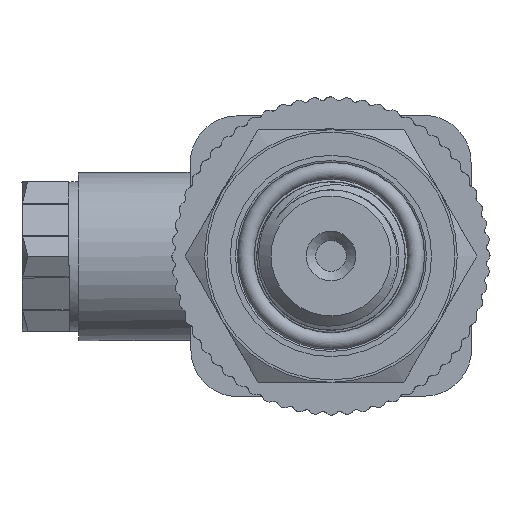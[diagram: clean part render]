
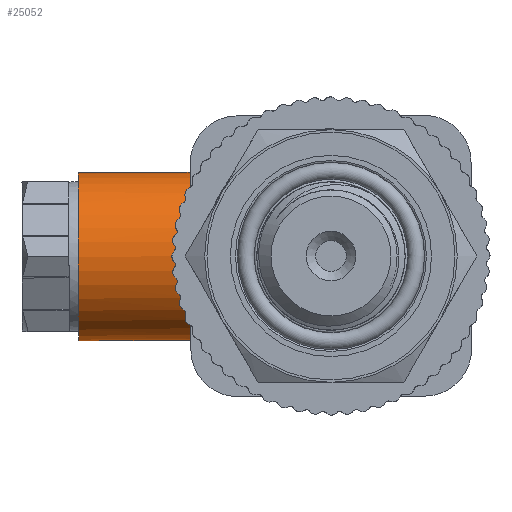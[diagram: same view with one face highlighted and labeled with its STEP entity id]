
A CAD part, left-side view. The second image highlights one B-rep face of the part: STEP entity #25052.
In plain terms, the highlighted cylindrical face has radius 9 mm (diameter 18 mm), a full revolution.
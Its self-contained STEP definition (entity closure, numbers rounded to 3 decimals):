
#2427=FACE_OUTER_BOUND('',#3863,.T.);
#3863=EDGE_LOOP('',(#20552,#20553,#20554,#20555,#20556,#20557,#20558));
#4736=CIRCLE('',#26170,9.);
#4737=CIRCLE('',#26171,9.);
#4762=CIRCLE('',#26252,9.);
#6136=B_SPLINE_CURVE_WITH_KNOTS('',3,(#56883,#56884,#56885,#56886,#56887,
#56888,#56889,#56890,#56891,#56892),.UNSPECIFIED.,.F.,.F.,(4,2,1,1,1,1,
4),(-0.002,0.,0.204,0.408,0.611,
0.815,1.019),.UNSPECIFIED.);
#6137=B_SPLINE_CURVE_WITH_KNOTS('',3,(#56961,#56962,#56963,#56964,#56965,
#56966,#56967,#56968,#56969,#56970,#56971,#56972),.UNSPECIFIED.,.F.,.F.,
(4,1,1,1,1,1,1,2,4),(0.,0.204,0.306,
0.408,0.509,0.611,0.815,
1.019,1.02),.UNSPECIFIED.);
#7098=LINE('',#57324,#8931);
#8931=VECTOR('',#28826,9.);
#11095=VERTEX_POINT('',#54324);
#11359=VERTEX_POINT('',#56881);
#11360=VERTEX_POINT('',#56894);
#11362=VERTEX_POINT('',#56898);
#11453=VERTEX_POINT('',#57322);
#14530=EDGE_CURVE('',#11095,#11359,#6136,.T.);
#14533=EDGE_CURVE('',#11359,#11362,#4736,.T.);
#14534=EDGE_CURVE('',#11362,#11360,#4737,.T.);
#14535=EDGE_CURVE('',#11360,#11095,#6137,.T.);
#14680=EDGE_CURVE('',#11453,#11453,#4762,.T.);
#14681=EDGE_CURVE('',#11453,#11362,#7098,.T.);
#20552=ORIENTED_EDGE('',*,*,#14680,.F.);
#20553=ORIENTED_EDGE('',*,*,#14681,.T.);
#20554=ORIENTED_EDGE('',*,*,#14533,.F.);
#20555=ORIENTED_EDGE('',*,*,#14530,.F.);
#20556=ORIENTED_EDGE('',*,*,#14535,.F.);
#20557=ORIENTED_EDGE('',*,*,#14534,.F.);
#20558=ORIENTED_EDGE('',*,*,#14681,.F.);
#24229=CYLINDRICAL_SURFACE('',#26251,9.);
#25052=ADVANCED_FACE('',(#2427),#24229,.T.);
#26170=AXIS2_PLACEMENT_3D('',#56899,#28565,#28566);
#26171=AXIS2_PLACEMENT_3D('',#56900,#28567,#28568);
#26251=AXIS2_PLACEMENT_3D('',#57321,#28822,#28823);
#26252=AXIS2_PLACEMENT_3D('',#57323,#28824,#28825);
#28565=DIRECTION('center_axis',(0.,0.,-1.));
#28566=DIRECTION('ref_axis',(1.,0.,0.));
#28567=DIRECTION('center_axis',(0.,0.,-1.));
#28568=DIRECTION('ref_axis',(1.,0.,0.));
#28822=DIRECTION('center_axis',(0.,0.,1.));
#28823=DIRECTION('ref_axis',(-1.,0.,0.));
#28824=DIRECTION('center_axis',(0.,0.,1.));
#28825=DIRECTION('ref_axis',(-1.,0.,0.));
#28826=DIRECTION('',(0.,0.,-1.));
#54324=CARTESIAN_POINT('',(-28.,0.,10.5));
#56881=CARTESIAN_POINT('',(-24.4,7.2,14.5));
#56883=CARTESIAN_POINT('Ctrl Pts',(-28.,0.,10.5));
#56884=CARTESIAN_POINT('Ctrl Pts',(-28.,0.004,10.503));
#56885=CARTESIAN_POINT('Ctrl Pts',(-28.,0.008,
10.505));
#56886=CARTESIAN_POINT('Ctrl Pts',(-27.999,0.528,
10.871));
#56887=CARTESIAN_POINT('Ctrl Pts',(-27.909,1.565,11.599));
#56888=CARTESIAN_POINT('Ctrl Pts',(-27.501,3.098,12.639));
#56889=CARTESIAN_POINT('Ctrl Pts',(-26.801,4.592,13.566));
#56890=CARTESIAN_POINT('Ctrl Pts',(-25.787,6.,14.28));
#56891=CARTESIAN_POINT('Ctrl Pts',(-24.889,6.833,14.5));
#56892=CARTESIAN_POINT('Ctrl Pts',(-24.4,7.2,14.5));
#56894=CARTESIAN_POINT('',(-24.4,-7.2,14.5));
#56898=CARTESIAN_POINT('',(-10.,0.,14.5));
#56899=CARTESIAN_POINT('Origin',(-19.,0.,14.5));
#56900=CARTESIAN_POINT('Origin',(-19.,0.,14.5));
#56961=CARTESIAN_POINT('Ctrl Pts',(-24.4,-7.2,14.5));
#56962=CARTESIAN_POINT('Ctrl Pts',(-24.889,-6.833,
14.5));
#56963=CARTESIAN_POINT('Ctrl Pts',(-25.563,-6.207,
14.335));
#56964=CARTESIAN_POINT('Ctrl Pts',(-26.294,-5.296,
13.923));
#56965=CARTESIAN_POINT('Ctrl Pts',(-26.763,-4.579,
13.539));
#56966=CARTESIAN_POINT('Ctrl Pts',(-27.15,-3.846,
13.104));
#56967=CARTESIAN_POINT('Ctrl Pts',(-27.569,-2.842,
12.466));
#56968=CARTESIAN_POINT('Ctrl Pts',(-27.909,-1.565,
11.6));
#56969=CARTESIAN_POINT('Ctrl Pts',(-27.999,-0.528,
10.871));
#56970=CARTESIAN_POINT('Ctrl Pts',(-28.,-0.008,
10.505));
#56971=CARTESIAN_POINT('Ctrl Pts',(-28.,-0.004,10.503));
#56972=CARTESIAN_POINT('Ctrl Pts',(-28.,0.,10.5));
#57321=CARTESIAN_POINT('Origin',(-19.,0.,13.5));
#57322=CARTESIAN_POINT('',(-10.,0.,27.));
#57323=CARTESIAN_POINT('Origin',(-19.,0.,27.));
#57324=CARTESIAN_POINT('',(-10.,0.,13.5));
